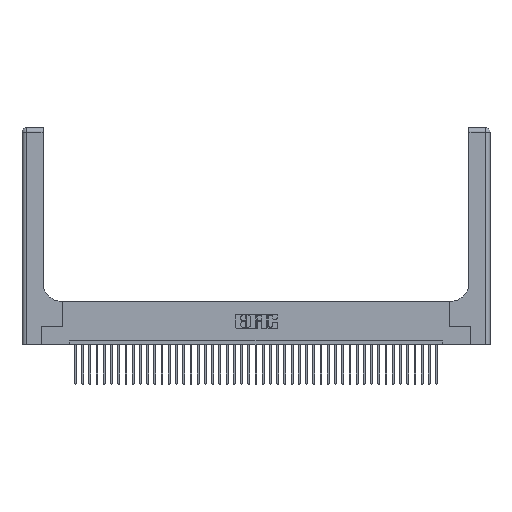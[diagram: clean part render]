
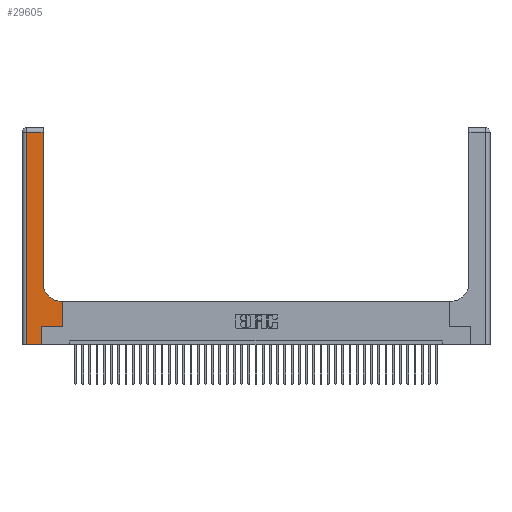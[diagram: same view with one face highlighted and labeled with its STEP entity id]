
A CAD part, top view. The second image highlights one B-rep face of the part: STEP entity #29605.
In plain terms, the highlighted planar face has unit normal (0, 0, 1).
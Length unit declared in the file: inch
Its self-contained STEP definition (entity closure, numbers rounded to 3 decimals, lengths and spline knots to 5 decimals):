
#814 = ORIENTED_EDGE ( 'NONE', *, *, #8011, .T. ) ;
#1460 = VECTOR ( 'NONE', #38261, 39.37008 ) ;
#2069 = LINE ( 'NONE', #2995, #8242 ) ;
#2717 = VERTEX_POINT ( 'NONE', #13796 ) ;
#2876 = ORIENTED_EDGE ( 'NONE', *, *, #41199, .T. ) ;
#2991 = VERTEX_POINT ( 'NONE', #18661 ) ;
#2995 = CARTESIAN_POINT ( 'NONE',  ( 0., 2.94, 0.37 ) ) ;
#3093 = VECTOR ( 'NONE', #4292, 39.37008 ) ;
#3297 = VECTOR ( 'NONE', #21043, 39.37008 ) ;
#3354 = VERTEX_POINT ( 'NONE', #40575 ) ;
#3929 = DIRECTION ( 'NONE',  ( 0., 1., 0. ) ) ;
#4104 = CARTESIAN_POINT ( 'NONE',  ( 0.2915, 0.85, 0.37 ) ) ;
#4292 = DIRECTION ( 'NONE',  ( 0., 1., 0. ) ) ;
#5121 = CIRCLE ( 'NONE', #41981, 0.25 ) ;
#5604 = LINE ( 'NONE', #37276, #1460 ) ;
#5752 = CARTESIAN_POINT ( 'NONE',  ( 0., 3., 0.37 ) ) ;
#6694 = ORIENTED_EDGE ( 'NONE', *, *, #16329, .T. ) ;
#7473 = CARTESIAN_POINT ( 'NONE',  ( 0.06, 3., 0.37 ) ) ;
#7537 = DIRECTION ( 'NONE',  ( 1., 0., 0. ) ) ;
#7791 = CARTESIAN_POINT ( 'NONE',  ( 0.06, 2.94, 0.37 ) ) ;
#7951 = VERTEX_POINT ( 'NONE', #13575 ) ;
#8011 = EDGE_CURVE ( 'NONE', #32333, #2991, #20536, .T. ) ;
#8242 = VECTOR ( 'NONE', #39303, 39.37008 ) ;
#9102 = EDGE_CURVE ( 'NONE', #2717, #7951, #5604, .T. ) ;
#9371 = FACE_OUTER_BOUND ( 'NONE', #40790, .T. ) ;
#9947 = LINE ( 'NONE', #7473, #3297 ) ;
#10581 = ORIENTED_EDGE ( 'NONE', *, *, #36722, .T. ) ;
#12651 = AXIS2_PLACEMENT_3D ( 'NONE', #5752, #28605, #31731 ) ;
#13575 = CARTESIAN_POINT ( 'NONE',  ( 0.5415, 0.6, 0.37 ) ) ;
#13796 = CARTESIAN_POINT ( 'NONE',  ( 0.5585, 0.6, 0.37 ) ) ;
#15184 = CARTESIAN_POINT ( 'NONE',  ( 0., 0., 0.37 ) ) ;
#15508 = ORIENTED_EDGE ( 'NONE', *, *, #15531, .T. ) ;
#15531 = EDGE_CURVE ( 'NONE', #33160, #25666, #9947, .T. ) ;
#15652 = EDGE_CURVE ( 'NONE', #25666, #31516, #39333, .T. ) ;
#16329 = EDGE_CURVE ( 'NONE', #36673, #2717, #35174, .T. ) ;
#18411 = EDGE_CURVE ( 'NONE', #31516, #3354, #19139, .T. ) ;
#18661 = CARTESIAN_POINT ( 'NONE',  ( 0.2915, 2.94, 0.37 ) ) ;
#19139 = LINE ( 'NONE', #24827, #29378 ) ;
#20536 = LINE ( 'NONE', #36580, #3093 ) ;
#21043 = DIRECTION ( 'NONE',  ( 0., -1., 0. ) ) ;
#24827 = CARTESIAN_POINT ( 'NONE',  ( 0.269, 0., 0.37 ) ) ;
#24968 = DIRECTION ( 'NONE',  ( 0., 1., 0. ) ) ;
#25613 = DIRECTION ( 'NONE',  ( 1., 0., 0. ) ) ;
#25666 = VERTEX_POINT ( 'NONE', #26512 ) ;
#26494 = VECTOR ( 'NONE', #3929, 39.37008 ) ;
#26512 = CARTESIAN_POINT ( 'NONE',  ( 0.06, 0., 0.37 ) ) ;
#27110 = DIRECTION ( 'NONE',  ( 0., 0., -1. ) ) ;
#27604 = CARTESIAN_POINT ( 'NONE',  ( 0.269, 0.25, 0.37 ) ) ;
#28501 = ORIENTED_EDGE ( 'NONE', *, *, #15652, .T. ) ;
#28605 = DIRECTION ( 'NONE',  ( 0., 0., -1. ) ) ;
#29103 = VECTOR ( 'NONE', #25613, 39.37008 ) ;
#29378 = VECTOR ( 'NONE', #24968, 39.37008 ) ;
#29605 = ADVANCED_FACE ( 'NONE', ( #9371 ), #32142, .F. ) ;
#31516 = VERTEX_POINT ( 'NONE', #41780 ) ;
#31731 = DIRECTION ( 'NONE',  ( -1., 0., 0. ) ) ;
#32102 = LINE ( 'NONE', #27604, #34648 ) ;
#32142 = PLANE ( 'NONE',  #12651 ) ;
#32333 = VERTEX_POINT ( 'NONE', #4104 ) ;
#33012 = ORIENTED_EDGE ( 'NONE', *, *, #18411, .T. ) ;
#33160 = VERTEX_POINT ( 'NONE', #7791 ) ;
#33639 = CARTESIAN_POINT ( 'NONE',  ( 0.5585, 0.25, 0.37 ) ) ;
#33779 = CARTESIAN_POINT ( 'NONE',  ( 0.5415, 0.85, 0.37 ) ) ;
#34648 = VECTOR ( 'NONE', #37721, 39.37008 ) ;
#35174 = LINE ( 'NONE', #33639, #26494 ) ;
#36580 = CARTESIAN_POINT ( 'NONE',  ( 0.2915, 3., 0.37 ) ) ;
#36673 = VERTEX_POINT ( 'NONE', #40732 ) ;
#36722 = EDGE_CURVE ( 'NONE', #3354, #36673, #32102, .T. ) ;
#37276 = CARTESIAN_POINT ( 'NONE',  ( 0.2915, 0.6, 0.37 ) ) ;
#37721 = DIRECTION ( 'NONE',  ( 1., 0., 0. ) ) ;
#38261 = DIRECTION ( 'NONE',  ( -1., 0., 0. ) ) ;
#39066 = ORIENTED_EDGE ( 'NONE', *, *, #9102, .T. ) ;
#39144 = ORIENTED_EDGE ( 'NONE', *, *, #41994, .T. ) ;
#39303 = DIRECTION ( 'NONE',  ( -1., 0., 0. ) ) ;
#39333 = LINE ( 'NONE', #15184, #29103 ) ;
#40575 = CARTESIAN_POINT ( 'NONE',  ( 0.269, 0.25, 0.37 ) ) ;
#40732 = CARTESIAN_POINT ( 'NONE',  ( 0.5585, 0.25, 0.37 ) ) ;
#40790 = EDGE_LOOP ( 'NONE', ( #814, #2876, #15508, #28501, #33012, #10581, #6694, #39066, #39144 ) ) ;
#41199 = EDGE_CURVE ( 'NONE', #2991, #33160, #2069, .T. ) ;
#41780 = CARTESIAN_POINT ( 'NONE',  ( 0.269, 0., 0.37 ) ) ;
#41981 = AXIS2_PLACEMENT_3D ( 'NONE', #33779, #27110, #7537 ) ;
#41994 = EDGE_CURVE ( 'NONE', #7951, #32333, #5121, .T. ) ;
